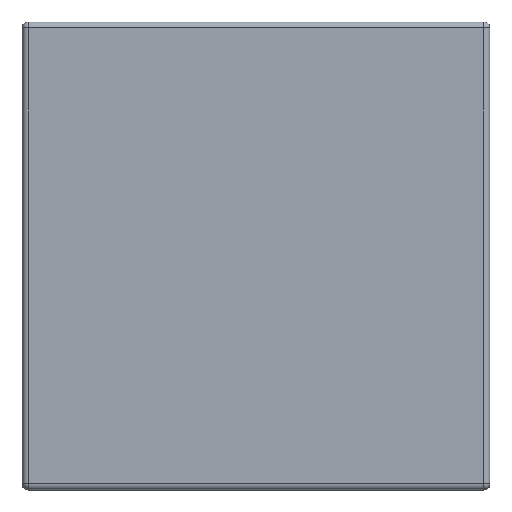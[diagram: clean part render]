
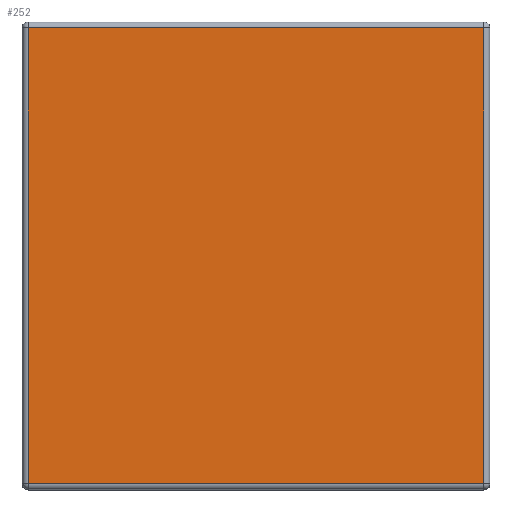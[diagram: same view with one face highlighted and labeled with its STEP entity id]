
A CAD part, top view. The second image highlights one B-rep face of the part: STEP entity #252.
In plain terms, the highlighted planar face has unit normal (0, 0, 1).
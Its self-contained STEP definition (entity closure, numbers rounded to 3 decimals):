
#213 = CARTESIAN_POINT ( 'NONE',  ( -0.975, 0.975, 1. ) ) ;
#214 = VERTEX_POINT ( 'NONE', #213 ) ;
#215 = CARTESIAN_POINT ( 'NONE',  ( -0.975, -0.975, 1. ) ) ;
#216 = VERTEX_POINT ( 'NONE', #215 ) ;
#217 = CARTESIAN_POINT ( 'NONE',  ( -0.975, 0., 1. ) ) ;
#218 = DIRECTION ( 'NONE',  ( 0., -1., 0. ) ) ;
#219 = VECTOR ( 'NONE', #218, 1000. ) ;
#220 = LINE ( 'NONE', #217, #219 ) ;
#221 = EDGE_CURVE ( 'NONE', #214, #216, #220, .T. ) ;
#222 = ORIENTED_EDGE ( 'NONE', *, *, #221, .T. ) ;
#223 = CARTESIAN_POINT ( 'NONE',  ( 0.975, -0.975, 1. ) ) ;
#224 = VERTEX_POINT ( 'NONE', #223 ) ;
#225 = CARTESIAN_POINT ( 'NONE',  ( 0., -0.975, 1. ) ) ;
#226 = DIRECTION ( 'NONE',  ( 1., 0., 0. ) ) ;
#227 = VECTOR ( 'NONE', #226, 1000. ) ;
#228 = LINE ( 'NONE', #225, #227 ) ;
#229 = EDGE_CURVE ( 'NONE', #216, #224, #228, .T. ) ;
#230 = ORIENTED_EDGE ( 'NONE', *, *, #229, .T. ) ;
#231 = CARTESIAN_POINT ( 'NONE',  ( 0.975, 0.975, 1. ) ) ;
#232 = VERTEX_POINT ( 'NONE', #231 ) ;
#233 = CARTESIAN_POINT ( 'NONE',  ( 0.975, 0., 1. ) ) ;
#234 = DIRECTION ( 'NONE',  ( 0., 1., 0. ) ) ;
#235 = VECTOR ( 'NONE', #234, 1000. ) ;
#236 = LINE ( 'NONE', #233, #235 ) ;
#237 = EDGE_CURVE ( 'NONE', #224, #232, #236, .T. ) ;
#238 = ORIENTED_EDGE ( 'NONE', *, *, #237, .T. ) ;
#239 = CARTESIAN_POINT ( 'NONE',  ( 0., 0.975, 1. ) ) ;
#240 = DIRECTION ( 'NONE',  ( -1., 0., 0. ) ) ;
#241 = VECTOR ( 'NONE', #240, 1000. ) ;
#242 = LINE ( 'NONE', #239, #241 ) ;
#243 = EDGE_CURVE ( 'NONE', #232, #214, #242, .T. ) ;
#244 = ORIENTED_EDGE ( 'NONE', *, *, #243, .T. ) ;
#245 = EDGE_LOOP ( 'NONE', ( #222, #230, #238, #244 ) ) ;
#246 = FACE_OUTER_BOUND ( 'NONE', #245, .T. ) ;
#247 = CARTESIAN_POINT ( 'NONE',  ( 0., 0., 1. ) ) ;
#248 = DIRECTION ( 'NONE',  ( 0., 0., -1. ) ) ;
#249 = DIRECTION ( 'NONE',  ( 0., 1., 0. ) ) ;
#250 = AXIS2_PLACEMENT_3D ( 'NONE', #247, #248, #249 ) ;
#251 = PLANE ( 'NONE', #250 ) ;
#252 = ADVANCED_FACE ( 'NONE', ( #246 ), #251, .F. ) ;
